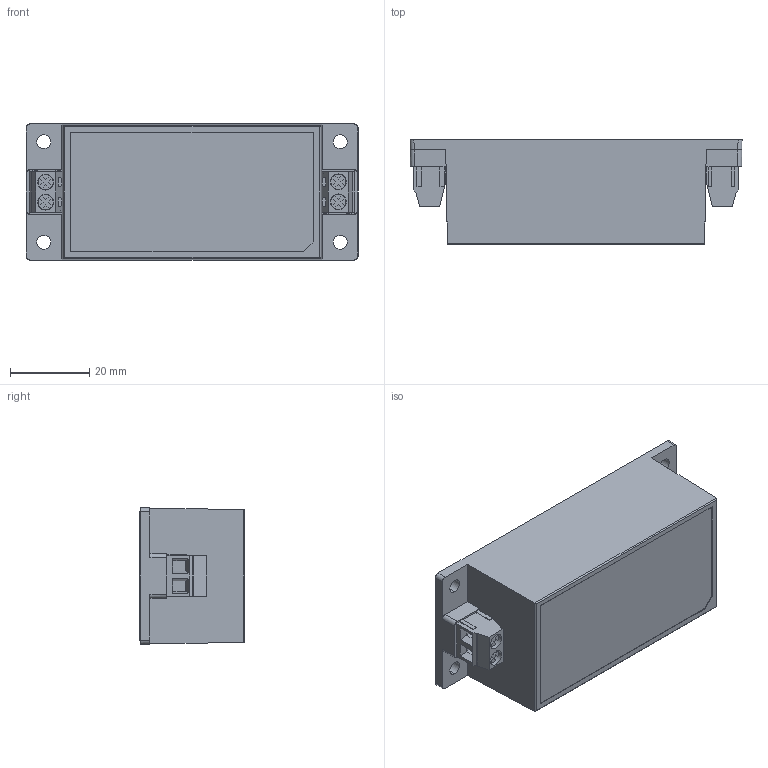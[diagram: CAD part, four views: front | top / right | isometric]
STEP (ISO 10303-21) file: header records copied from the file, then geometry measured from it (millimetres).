
FILE_DESCRIPTION (( 'STEP AP214' ), '1' );
FILE_NAME ('ECL15US05-S-1050824.STEP', '2016-08-24T02:38:54', ( 'cincon' ), ( '' ), 'SwSTEP 2.0', 'SolidWorks 2008', '' );
FILE_SCHEMA (( 'AUTOMOTIVE_DESIGN' ));
Length unit declared in the file: millimetre
Products named in the file (6): ECL15 SERIES-S CASE(M-G023-01-M)G5118310012_預設; ECL15 SERIES-S PCB 970918_預設; ECL15 SERIES-S BASE(M-G022-00-M)G5215010010_預設; 灌膠口_預設; ELK508V-2孔-端子臺970912; ECL15US05-S-1050824
Assembly tree (6 placements, depth 2):
  ECL15US05-S-1050824
    灌膠口_預設
    ECL15 SERIES-S BASE(M-G022-00-M)G5215010010_預設
    ECL15 SERIES-S CASE(M-G023-01-M)G5118310012_預設
    ELK508V-2孔-端子臺970912  x2
    ECL15 SERIES-S PCB 970918_預設
Bounding box: 84 x 26.49 x 34.5 mm (x, y, z)
Volume: 17576.9 mm3; surface area: 26922.1 mm2
Topology: 6 solids, 6 shells, 473 faces, 1290 edges, 848 vertices
Faces by surface type: plane 422, cylinder 51
Entity records: 11710 total; most frequent: CARTESIAN_POINT 2117, ORIENTED_EDGE 2024, DIRECTION 1815, EDGE_CURVE 1012, VECTOR 915, LINE 915, VERTEX_POINT 668, AXIS2_PLACEMENT_3D 450
